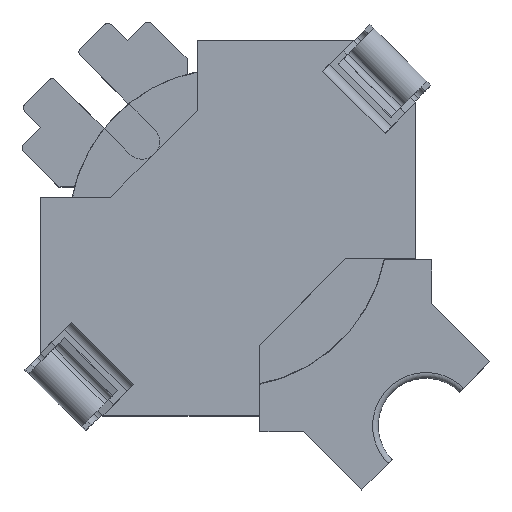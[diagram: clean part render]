
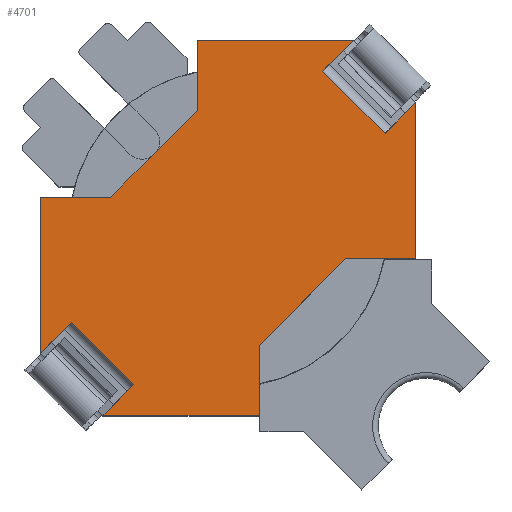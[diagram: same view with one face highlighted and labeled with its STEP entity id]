
A CAD part, top view. The second image highlights one B-rep face of the part: STEP entity #4701.
In plain terms, the highlighted face is planar.
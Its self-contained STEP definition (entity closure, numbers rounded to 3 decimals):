
#1452=ORIENTED_EDGE('',*,*,#2154,.F.);
#1453=ORIENTED_EDGE('',*,*,#2150,.T.);
#1454=ORIENTED_EDGE('',*,*,#2207,.T.);
#1455=ORIENTED_EDGE('',*,*,#2191,.T.);
#1456=ORIENTED_EDGE('',*,*,#2188,.T.);
#1457=ORIENTED_EDGE('',*,*,#2202,.T.);
#1458=ORIENTED_EDGE('',*,*,#2219,.T.);
#1459=ORIENTED_EDGE('',*,*,#2160,.T.);
#1460=ORIENTED_EDGE('',*,*,#2167,.T.);
#1461=ORIENTED_EDGE('',*,*,#2155,.F.);
#1462=ORIENTED_EDGE('',*,*,#2215,.T.);
#1463=ORIENTED_EDGE('',*,*,#2180,.T.);
#1464=ORIENTED_EDGE('',*,*,#2170,.T.);
#1465=ORIENTED_EDGE('',*,*,#2177,.T.);
#1466=ORIENTED_EDGE('',*,*,#2211,.T.);
#1467=ORIENTED_EDGE('',*,*,#2144,.F.);
#2144=EDGE_CURVE('',#2643,#2644,#3145,.T.);
#2150=EDGE_CURVE('',#2648,#2647,#3150,.T.);
#2154=EDGE_CURVE('',#2648,#2643,#3154,.T.);
#2155=EDGE_CURVE('',#2649,#2650,#3155,.T.);
#2160=EDGE_CURVE('',#2653,#2654,#3159,.T.);
#2167=EDGE_CURVE('',#2654,#2650,#3165,.T.);
#2170=EDGE_CURVE('',#2660,#2659,#3168,.T.);
#2177=EDGE_CURVE('',#2659,#2666,#3175,.T.);
#2180=EDGE_CURVE('',#2668,#2660,#3178,.T.);
#2188=EDGE_CURVE('',#2676,#2675,#3186,.T.);
#2191=EDGE_CURVE('',#2678,#2676,#3189,.T.);
#2202=EDGE_CURVE('',#2675,#2688,#3200,.T.);
#2207=EDGE_CURVE('',#2647,#2678,#3205,.T.);
#2211=EDGE_CURVE('',#2666,#2644,#3209,.T.);
#2215=EDGE_CURVE('',#2649,#2668,#3213,.T.);
#2219=EDGE_CURVE('',#2688,#2653,#3217,.T.);
#2643=VERTEX_POINT('',#7561);
#2644=VERTEX_POINT('',#7563);
#2647=VERTEX_POINT('',#7572);
#2648=VERTEX_POINT('',#7574);
#2649=VERTEX_POINT('',#7584);
#2650=VERTEX_POINT('',#7585);
#2653=VERTEX_POINT('',#7594);
#2654=VERTEX_POINT('',#7595);
#2659=VERTEX_POINT('',#7613);
#2660=VERTEX_POINT('',#7615);
#2666=VERTEX_POINT('',#7628);
#2668=VERTEX_POINT('',#7635);
#2675=VERTEX_POINT('',#7650);
#2676=VERTEX_POINT('',#7652);
#2678=VERTEX_POINT('',#7658);
#2688=VERTEX_POINT('',#7679);
#3145=LINE('',#7562,#3681);
#3150=LINE('',#7573,#3686);
#3154=LINE('',#7580,#3690);
#3155=LINE('',#7583,#3691);
#3159=LINE('',#7593,#3695);
#3165=LINE('',#7607,#3701);
#3168=LINE('',#7614,#3704);
#3175=LINE('',#7629,#3711);
#3178=LINE('',#7634,#3714);
#3186=LINE('',#7651,#3722);
#3189=LINE('',#7657,#3725);
#3200=LINE('',#7680,#3736);
#3205=LINE('',#7688,#3741);
#3209=LINE('',#7695,#3745);
#3213=LINE('',#7702,#3749);
#3217=LINE('',#7709,#3753);
#3681=VECTOR('',#6194,1000.);
#3686=VECTOR('',#6203,1000.);
#3690=VECTOR('',#6211,1000.);
#3691=VECTOR('',#6216,1000.);
#3695=VECTOR('',#6224,1000.);
#3701=VECTOR('',#6238,1000.);
#3704=VECTOR('',#6243,1000.);
#3711=VECTOR('',#6252,1000.);
#3714=VECTOR('',#6257,1000.);
#3722=VECTOR('',#6267,1000.);
#3725=VECTOR('',#6272,1000.);
#3736=VECTOR('',#6285,1000.);
#3741=VECTOR('',#6292,1000.);
#3745=VECTOR('',#6298,1000.);
#3749=VECTOR('',#6304,1000.);
#3753=VECTOR('',#6310,1000.);
#4029=EDGE_LOOP('',(#1452,#1453,#1454,#1455,#1456,#1457,#1458,#1459,#1460,
#1461,#1462,#1463,#1464,#1465,#1466,#1467));
#4285=FACE_BOUND('',#4029,.T.);
#4464=PLANE('',#5102);
#4701=ADVANCED_FACE('',(#4285),#4464,.T.);
#5102=AXIS2_PLACEMENT_3D('',#7735,#6344,#6345);
#6194=DIRECTION('',(0.707,0.,-0.707));
#6203=DIRECTION('',(0.707,0.,-0.707));
#6211=DIRECTION('',(0.707,0.,0.707));
#6216=DIRECTION('',(0.707,0.,-0.707));
#6224=DIRECTION('',(0.707,0.,-0.707));
#6238=DIRECTION('',(0.707,0.,0.707));
#6243=DIRECTION('',(0.707,0.,-0.707));
#6252=DIRECTION('',(1.,0.,0.));
#6257=DIRECTION('',(0.,0.,-1.));
#6267=DIRECTION('',(-0.707,0.,0.707));
#6272=DIRECTION('',(0.,0.,1.));
#6285=DIRECTION('',(-1.,0.,0.));
#6292=DIRECTION('',(-1.,0.,0.));
#6298=DIRECTION('',(0.,0.,-1.));
#6304=DIRECTION('',(1.,0.,0.));
#6310=DIRECTION('',(0.,0.,1.));
#6344=DIRECTION('',(0.,1.,0.));
#6345=DIRECTION('',(0.707,0.,-0.707));
#7561=CARTESIAN_POINT('',(8.254,16.841,-4.93));
#7562=CARTESIAN_POINT('',(9.873,16.841,-6.55));
#7563=CARTESIAN_POINT('',(9.873,16.841,-6.55));
#7572=CARTESIAN_POINT('',(6.607,16.841,-9.816));
#7573=CARTESIAN_POINT('',(6.607,16.841,-9.816));
#7574=CARTESIAN_POINT('',(4.987,16.841,-8.197));
#7580=CARTESIAN_POINT('',(4.987,16.841,-8.197));
#7583=CARTESIAN_POINT('',(-6.546,16.841,9.869));
#7584=CARTESIAN_POINT('',(-6.546,16.841,9.869));
#7585=CARTESIAN_POINT('',(-4.926,16.841,8.25));
#7593=CARTESIAN_POINT('',(-9.812,16.841,6.603));
#7594=CARTESIAN_POINT('',(-9.812,16.841,6.603));
#7595=CARTESIAN_POINT('',(-8.193,16.841,4.983));
#7607=CARTESIAN_POINT('',(-8.193,16.841,4.983));
#7613=CARTESIAN_POINT('',(6.196,16.841,1.639));
#7614=CARTESIAN_POINT('',(1.643,16.841,6.192));
#7615=CARTESIAN_POINT('',(1.643,16.841,6.192));
#7628=CARTESIAN_POINT('',(9.873,16.841,1.639));
#7629=CARTESIAN_POINT('',(9.873,16.841,1.639));
#7634=CARTESIAN_POINT('',(1.643,16.841,9.869));
#7635=CARTESIAN_POINT('',(1.643,16.841,9.869));
#7650=CARTESIAN_POINT('',(-6.136,16.841,-1.586));
#7651=CARTESIAN_POINT('',(-6.136,16.841,-1.586));
#7652=CARTESIAN_POINT('',(-1.582,16.841,-6.139));
#7657=CARTESIAN_POINT('',(-1.582,16.841,-9.816));
#7658=CARTESIAN_POINT('',(-1.582,16.841,-9.816));
#7679=CARTESIAN_POINT('',(-9.812,16.841,-1.586));
#7680=CARTESIAN_POINT('',(-9.812,16.841,-1.586));
#7688=CARTESIAN_POINT('',(6.607,16.841,-9.816));
#7695=CARTESIAN_POINT('',(9.873,16.841,-6.55));
#7702=CARTESIAN_POINT('',(-6.546,16.841,9.869));
#7709=CARTESIAN_POINT('',(-9.812,16.841,6.603));
#7735=CARTESIAN_POINT('',(-2.451,16.841,13.964));
